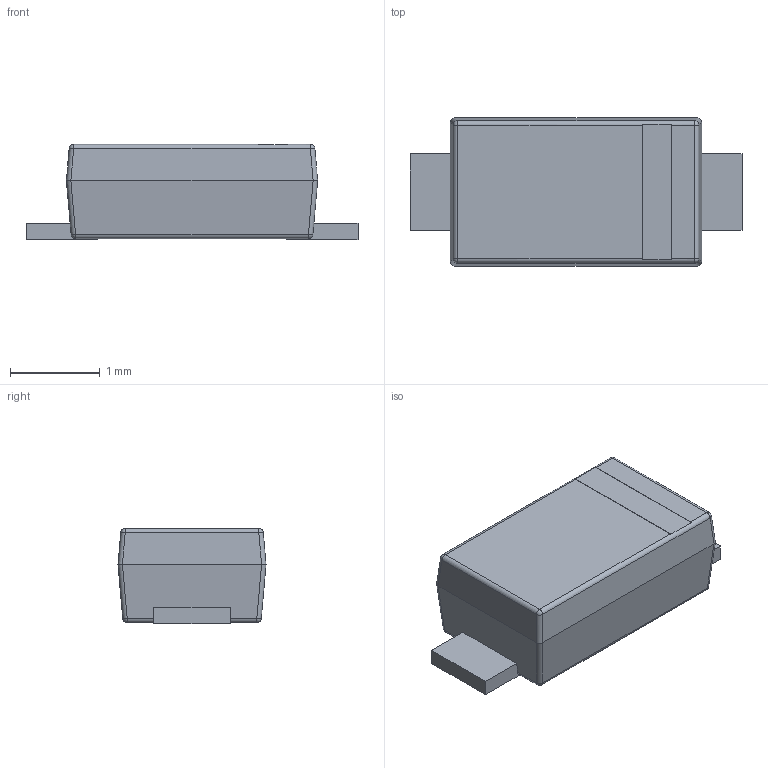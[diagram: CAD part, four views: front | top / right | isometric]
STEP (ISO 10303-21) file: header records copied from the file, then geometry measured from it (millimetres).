
FILE_DESCRIPTION (( 'STEP AP214' ), '1' );
FILE_NAME ('SOD-123F_L2.8-W1.7-LS3.7-RD.STEP', '2021-09-15T05:43:26', ( 'PC' ), ( 'Microsoft' ), 'SwSTEP 2.0', 'SolidWorks 2018', '' );
FILE_SCHEMA (( 'AUTOMOTIVE_DESIGN' ));
Length unit declared in the file: millimetre
Products named in the file (2): SOD-123F_L2.8-W1.7-LS3.7-RD
Bounding box: 3.7 x 1.65 x 1.06 mm (x, y, z)
Volume: 4.8 mm3; surface area: 19.4 mm2
Topology: 1 solids, 1 shells, 111 faces, 274 edges, 172 vertices
Faces by surface type: plane 71, cylinder 18, bspline 14, sphere 8
Entity records: 5174 total; most frequent: CARTESIAN_POINT 1369, ORIENTED_EDGE 548, DIRECTION 472, EDGE_CURVE 274, VECTOR 210, LINE 210, VERTEX_POINT 172, AXIS2_PLACEMENT_3D 131
